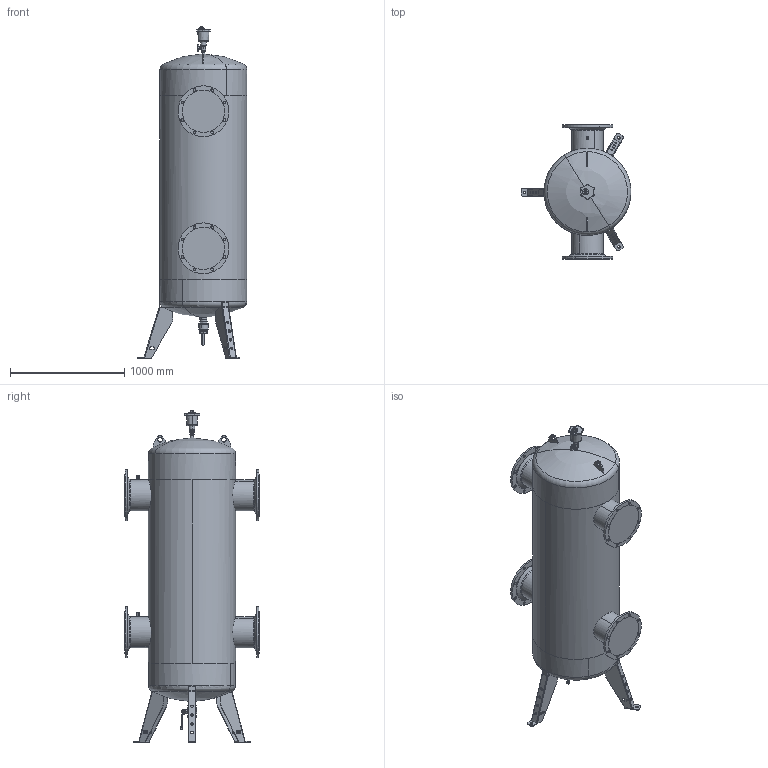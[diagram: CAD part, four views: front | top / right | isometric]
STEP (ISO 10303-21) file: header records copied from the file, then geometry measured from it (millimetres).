
FILE_DESCRIPTION(('CATIA V5 STEP Exchange'),'2;1');
FILE_NAME('STEP_548300_-_TST.stp','2017-10-03T06:26:03+00:00',('none'),('none'),'CATIA Version 5-6 Release 2016 SP4','CATIA V5 STEP AP203','none');
FILE_SCHEMA(('CONFIG_CONTROL_DESIGN'));
Length unit declared in the file: millimetre
Products named in the file (1): 548300 - TST
Bounding box: 962 x 1180 x 2906.12 mm (x, y, z)
Volume: 1067934784.2 mm3; surface area: 8527760.4 mm2
Topology: 1 solids, 1 shells, 736 faces, 1874 edges, 1166 vertices
Faces by surface type: cylinder 317, plane 214, torus 69, bspline 68, cone 64, sphere 4
Entity records: 25663 total; most frequent: CARTESIAN_POINT 9880, ORIENTED_EDGE 3748, DIRECTION 2274, EDGE_CURVE 1874, VERTEX_POINT 1166, AXIS2_PLACEMENT_3D 1165, EDGE_LOOP 878, ADVANCED_FACE 736
